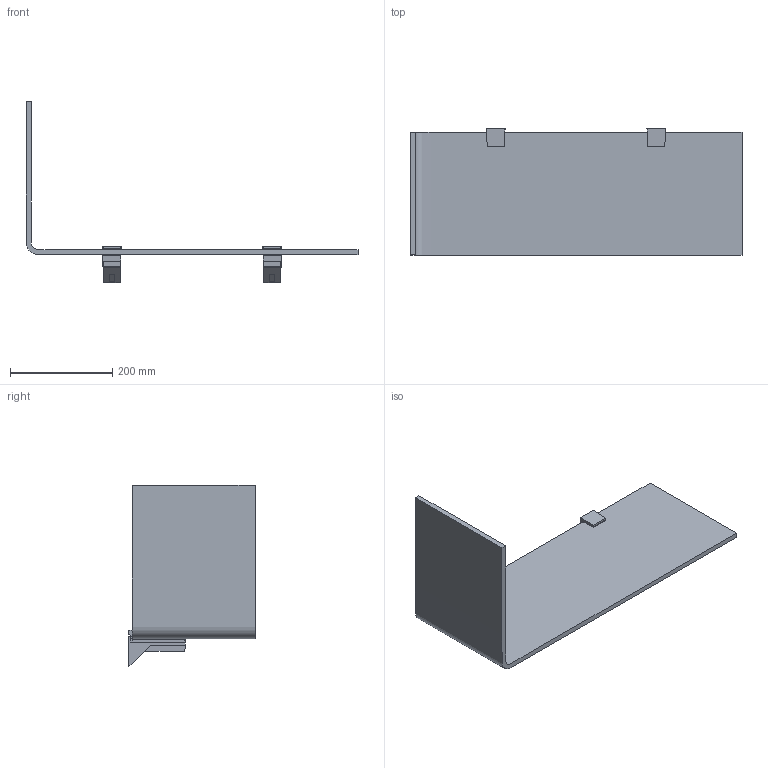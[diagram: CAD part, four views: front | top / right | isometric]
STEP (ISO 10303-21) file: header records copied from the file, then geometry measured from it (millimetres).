
FILE_DESCRIPTION(/* description */ (''),/* implementation_level */ '2;1');
FILE_NAME(/* name */ 'RL65 - Rialto L Mensole 65x30',/* time_stamp */ '2013-07-16T12:17:00+02:00',/* author */ (''),/* organization */ (''),/* preprocessor_version */ 'ST-DEVELOPER v10',/* originating_system */ '',/* authorisation */ '');
FILE_SCHEMA (('CONFIG_CONTROL_DESIGN'));
Length unit declared in the file: millimetre
Products named in the file (1): 1
Bounding box: 650 x 247 x 354.5 mm (x, y, z)
Volume: 1994342.9 mm3; surface area: 528524 mm2
Topology: 11 solids, 11 shells, 136 faces, 330 edges, 222 vertices
Faces by surface type: plane 102, bspline 34
Entity records: 3830 total; most frequent: CARTESIAN_POINT 1428, ORIENTED_EDGE 660, EDGE_CURVE 330, B_SPLINE_CURVE_WITH_KNOTS 322, VERTEX_POINT 222, EDGE_LOOP 142, ADVANCED_FACE 136, FACE_OUTER_BOUND 136
